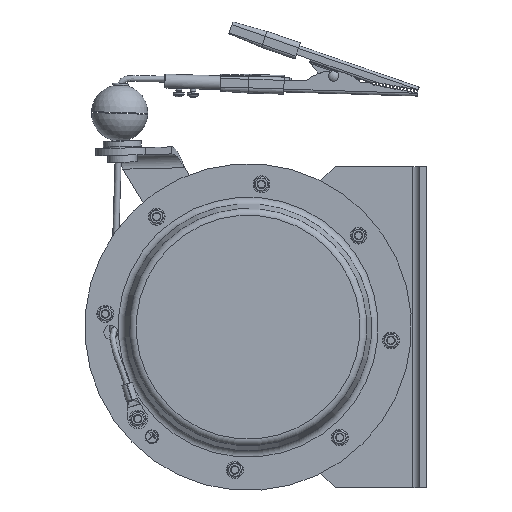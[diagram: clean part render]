
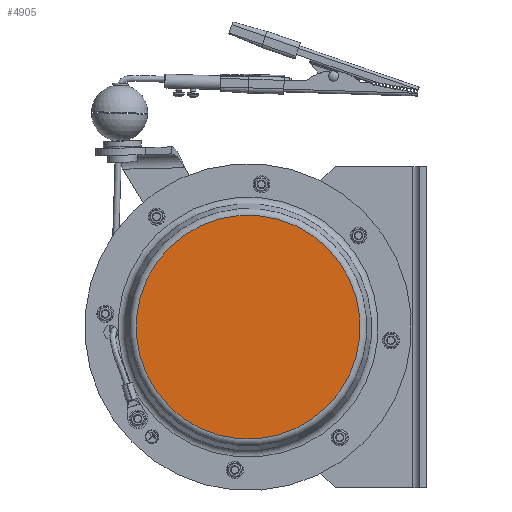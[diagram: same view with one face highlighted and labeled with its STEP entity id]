
A CAD part, left-side view. The second image highlights one B-rep face of the part: STEP entity #4905.
In plain terms, the highlighted planar face has unit normal (-1, 0, 0).
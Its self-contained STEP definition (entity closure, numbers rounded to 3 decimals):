
#4850 = VERTEX_POINT('',#4851);
#4851 = CARTESIAN_POINT('',(-89.571,119.4,
    79.212));
#4858 = EDGE_CURVE('',#4850,#4850,#4859,.T.);
#4859 = CIRCLE('',#4860,79.499);
#4860 = AXIS2_PLACEMENT_3D('',#4861,#4862,#4863);
#4861 = CARTESIAN_POINT('',(-89.571,126.762,
    0.055));
#4862 = DIRECTION('',(1.,0.,0.));
#4863 = DIRECTION('',(0.,-0.996,
    -0.093));
#4905 = ADVANCED_FACE('',(#4906),#4909,.T.);
#4906 = FACE_BOUND('',#4907,.T.);
#4907 = EDGE_LOOP('',(#4908));
#4908 = ORIENTED_EDGE('',*,*,#4858,.F.);
#4909 = PLANE('',#4910);
#4910 = AXIS2_PLACEMENT_3D('',#4911,#4912,#4913);
#4911 = CARTESIAN_POINT('',(-89.571,209.405,
    7.74));
#4912 = DIRECTION('',(-1.,0.,0.));
#4913 = DIRECTION('',(0.,-0.093,
    0.996));
